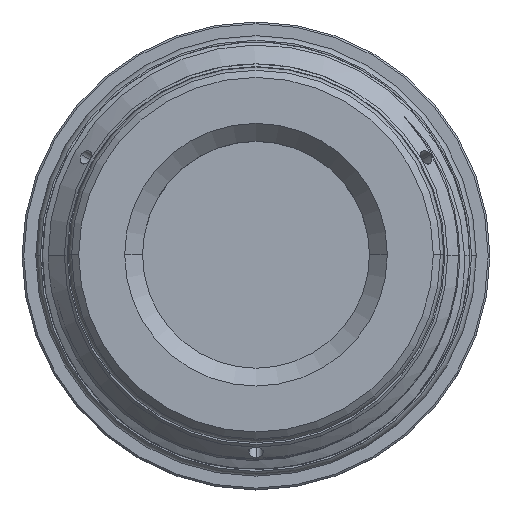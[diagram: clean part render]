
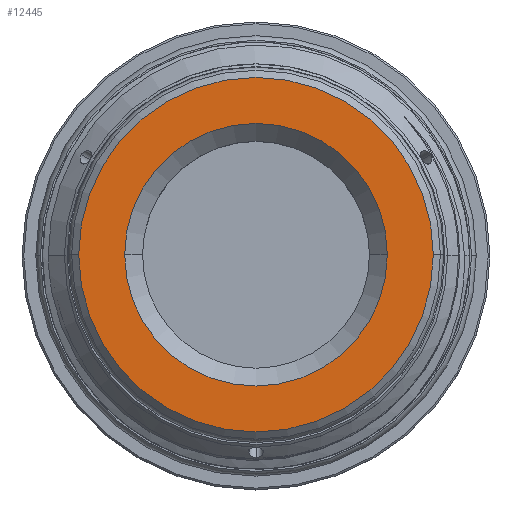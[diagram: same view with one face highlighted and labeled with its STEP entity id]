
A CAD part, top view. The second image highlights one B-rep face of the part: STEP entity #12445.
In plain terms, the highlighted planar face has unit normal (0, 0, 1).
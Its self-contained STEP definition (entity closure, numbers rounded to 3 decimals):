
#144 = CARTESIAN_POINT ( 'NONE',  ( -14.7, 0., 52.45 ) ) ;
#326 = CIRCLE ( 'NONE', #10374, 14.7 ) ;
#550 = DIRECTION ( 'NONE',  ( -1., 0., 0. ) ) ;
#968 = CARTESIAN_POINT ( 'NONE',  ( 19.84, 0., 52.45 ) ) ;
#977 = ORIENTED_EDGE ( 'NONE', *, *, #12591, .T. ) ;
#1139 = CARTESIAN_POINT ( 'NONE',  ( -19.84, 0., 52.45 ) ) ;
#1955 = ORIENTED_EDGE ( 'NONE', *, *, #7750, .F. ) ;
#2065 = DIRECTION ( 'NONE',  ( -1., 0., 0. ) ) ;
#2217 = DIRECTION ( 'NONE',  ( -1., 0., 0. ) ) ;
#2632 = FACE_BOUND ( 'NONE', #13267, .T. ) ;
#3334 = AXIS2_PLACEMENT_3D ( 'NONE', #16615, #5916, #550 ) ;
#4053 = VERTEX_POINT ( 'NONE', #144 ) ;
#4631 = AXIS2_PLACEMENT_3D ( 'NONE', #8803, #6171, #2217 ) ;
#5011 = AXIS2_PLACEMENT_3D ( 'NONE', #15037, #8305, #7016 ) ;
#5795 = CIRCLE ( 'NONE', #4631, 19.84 ) ;
#5797 = DIRECTION ( 'NONE',  ( 0., 0., -1. ) ) ;
#5916 = DIRECTION ( 'NONE',  ( 0., 0., -1. ) ) ;
#6171 = DIRECTION ( 'NONE',  ( 0., 0., -1. ) ) ;
#6791 = AXIS2_PLACEMENT_3D ( 'NONE', #13822, #5797, #10954 ) ;
#7016 = DIRECTION ( 'NONE',  ( -1., 0., 0. ) ) ;
#7137 = PLANE ( 'NONE',  #6791 ) ;
#7420 = VERTEX_POINT ( 'NONE', #14022 ) ;
#7750 = EDGE_CURVE ( 'NONE', #17221, #11805, #16501, .T. ) ;
#8305 = DIRECTION ( 'NONE',  ( 0., 0., -1. ) ) ;
#8803 = CARTESIAN_POINT ( 'NONE',  ( 0., 0., 52.45 ) ) ;
#9395 = EDGE_LOOP ( 'NONE', ( #13660, #1955 ) ) ;
#9733 = EDGE_CURVE ( 'NONE', #11805, #17221, #5795, .T. ) ;
#10109 = CARTESIAN_POINT ( 'NONE',  ( 0., 0., 52.45 ) ) ;
#10374 = AXIS2_PLACEMENT_3D ( 'NONE', #10109, #15227, #2065 ) ;
#10954 = DIRECTION ( 'NONE',  ( -1., 0., 0. ) ) ;
#11805 = VERTEX_POINT ( 'NONE', #1139 ) ;
#12055 = EDGE_CURVE ( 'NONE', #4053, #7420, #14363, .T. ) ;
#12445 = ADVANCED_FACE ( 'NONE', ( #2632, #14974 ), #7137, .F. ) ;
#12591 = EDGE_CURVE ( 'NONE', #7420, #4053, #326, .T. ) ;
#13267 = EDGE_LOOP ( 'NONE', ( #977, #15104 ) ) ;
#13660 = ORIENTED_EDGE ( 'NONE', *, *, #9733, .F. ) ;
#13822 = CARTESIAN_POINT ( 'NONE',  ( 0., 0., 52.45 ) ) ;
#14022 = CARTESIAN_POINT ( 'NONE',  ( 14.7, 0., 52.45 ) ) ;
#14363 = CIRCLE ( 'NONE', #5011, 14.7 ) ;
#14974 = FACE_OUTER_BOUND ( 'NONE', #9395, .T. ) ;
#15037 = CARTESIAN_POINT ( 'NONE',  ( 0., 0., 52.45 ) ) ;
#15104 = ORIENTED_EDGE ( 'NONE', *, *, #12055, .T. ) ;
#15227 = DIRECTION ( 'NONE',  ( 0., 0., -1. ) ) ;
#16501 = CIRCLE ( 'NONE', #3334, 19.84 ) ;
#16615 = CARTESIAN_POINT ( 'NONE',  ( 0., 0., 52.45 ) ) ;
#17221 = VERTEX_POINT ( 'NONE', #968 ) ;
